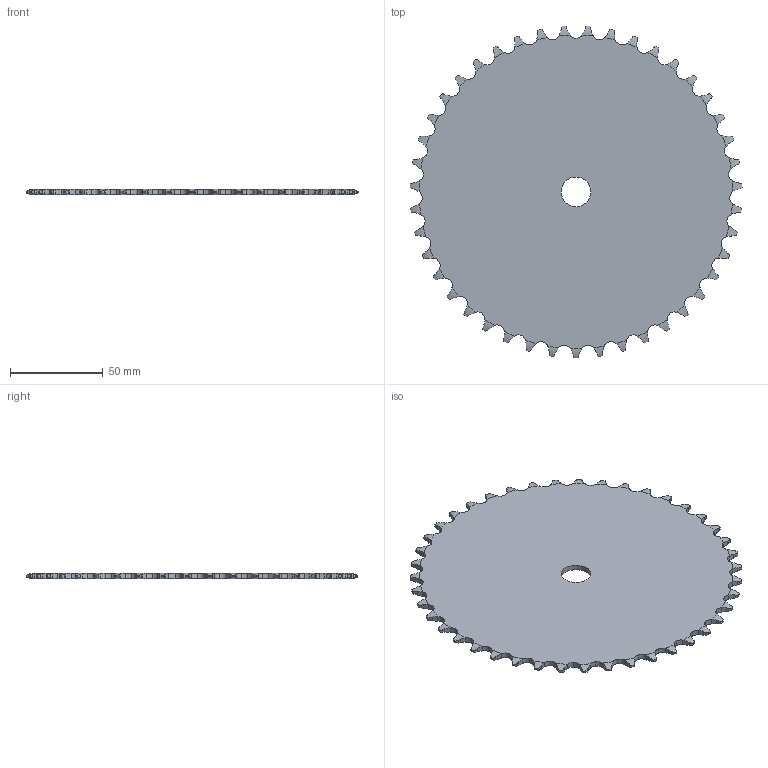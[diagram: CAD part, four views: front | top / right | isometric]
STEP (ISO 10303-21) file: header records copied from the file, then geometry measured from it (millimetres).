
FILE_DESCRIPTION(('FreeCAD Model'),'2;1');
FILE_NAME('Open CASCADE Shape Model','2022-02-12T11:04:05',('FreeCAD'),( 'FreeCAD'),'Open CASCADE STEP processor 7.4','FreeCAD','Unknown');
FILE_SCHEMA(('AUTOMOTIVE_DESIGN { 1 0 10303 214 1 1 1 1 }'));
Length unit declared in the file: millimetre
Products named in the file (1): Open CASCADE STEP translator 7.4 36
Bounding box: 179.44 x 179.33 x 3 mm (x, y, z)
Volume: 68212.1 mm3; surface area: 48085.5 mm2
Topology: 1 solids, 1 shells, 476 faces, 1422 edges, 948 vertices
Faces by surface type: cylinder 302, plane 88, torus 86
Full cylindrical faces by diameter (mm): 16 x1
Entity records: 42112 total; most frequent: CARTESIAN_POINT 17343, DIRECTION 3758, ORIENTED_EDGE 2844, PCURVE 2844, DEFINITIONAL_REPRESENTATION 2844, LINE 1936, VECTOR 1936, B_SPLINE_CURVE_WITH_KNOTS 1548
